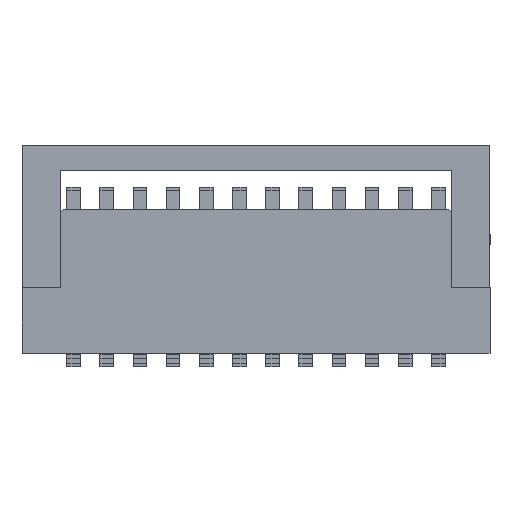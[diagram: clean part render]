
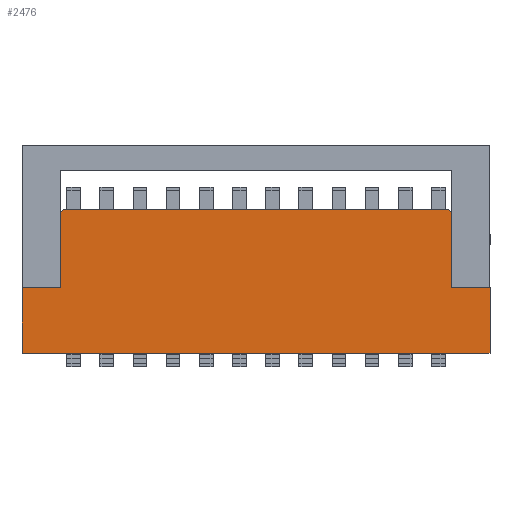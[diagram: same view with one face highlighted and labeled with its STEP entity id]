
A CAD part, front view. The second image highlights one B-rep face of the part: STEP entity #2476.
In plain terms, the highlighted planar face has unit normal (0, -1, 0).
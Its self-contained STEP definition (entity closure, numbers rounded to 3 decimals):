
#2476 = ADVANCED_FACE( '', ( #4749 ), #4750, .T. );
#4749 = FACE_OUTER_BOUND( '', #7279, .T. );
#4750 = PLANE( '', #7280 );
#7279 = EDGE_LOOP( '', ( #12037, #12038, #12039, #12040, #12041, #12042, #12043, #12044, #12045, #12046 ) );
#7280 = AXIS2_PLACEMENT_3D( '', #12047, #12048, #12049 );
#12037 = ORIENTED_EDGE( '', *, *, #16773, .T. );
#12038 = ORIENTED_EDGE( '', *, *, #18057, .T. );
#12039 = ORIENTED_EDGE( '', *, *, #16555, .F. );
#12040 = ORIENTED_EDGE( '', *, *, #17219, .F. );
#12041 = ORIENTED_EDGE( '', *, *, #17967, .T. );
#12042 = ORIENTED_EDGE( '', *, *, #18192, .T. );
#12043 = ORIENTED_EDGE( '', *, *, #18193, .T. );
#12044 = ORIENTED_EDGE( '', *, *, #18194, .T. );
#12045 = ORIENTED_EDGE( '', *, *, #18103, .T. );
#12046 = ORIENTED_EDGE( '', *, *, #18195, .T. );
#12047 = CARTESIAN_POINT( '', ( 0., -6.75, 0. ) );
#12048 = DIRECTION( '', ( 0., -1., 0. ) );
#12049 = DIRECTION( '', ( 0., 0., -1. ) );
#16555 = EDGE_CURVE( '', #19579, #19580, #19581, .T. );
#16773 = EDGE_CURVE( '', #19974, #19972, #19975, .T. );
#17219 = EDGE_CURVE( '', #20737, #19579, #20738, .T. );
#17967 = EDGE_CURVE( '', #20737, #21929, #21930, .T. );
#18057 = EDGE_CURVE( '', #19972, #19580, #22070, .F. );
#18103 = EDGE_CURVE( '', #22139, #22137, #22140, .T. );
#18192 = EDGE_CURVE( '', #21929, #22264, #22265, .T. );
#18193 = EDGE_CURVE( '', #22264, #22266, #22267, .T. );
#18194 = EDGE_CURVE( '', #22266, #22139, #22268, .T. );
#18195 = EDGE_CURVE( '', #22137, #19974, #22269, .T. );
#19579 = VERTEX_POINT( '', #23992 );
#19580 = VERTEX_POINT( '', #23993 );
#19581 = LINE( '', #23994, #23995 );
#19972 = VERTEX_POINT( '', #24555 );
#19974 = VERTEX_POINT( '', #24558 );
#19975 = LINE( '', #24559, #24560 );
#20737 = VERTEX_POINT( '', #25821 );
#20738 = LINE( '', #25822, #25823 );
#21929 = VERTEX_POINT( '', #27663 );
#21930 = LINE( '', #27664, #27665 );
#22070 = LINE( '', #27892, #27893 );
#22137 = VERTEX_POINT( '', #27993 );
#22139 = VERTEX_POINT( '', #27996 );
#22140 = LINE( '', #27997, #27998 );
#22264 = VERTEX_POINT( '', #28178 );
#22265 = LINE( '', #28179, #28180 );
#22266 = VERTEX_POINT( '', #28181 );
#22267 = LINE( '', #28182, #28183 );
#22268 = LINE( '', #28184, #28185 );
#22269 = LINE( '', #28186, #28187 );
#23992 = CARTESIAN_POINT( '', ( -5.85, -6.75, 1.95 ) );
#23993 = CARTESIAN_POINT( '', ( -5.85, -6.75, 4.2 ) );
#23994 = CARTESIAN_POINT( '', ( -5.85, -6.75, 1.95 ) );
#23995 = VECTOR( '', #30443, 1000. );
#24555 = CARTESIAN_POINT( '', ( -5.75, -6.75, 4.3 ) );
#24558 = CARTESIAN_POINT( '', ( 5.75, -6.75, 4.3 ) );
#24559 = CARTESIAN_POINT( '', ( 6.985, -6.75, 4.3 ) );
#24560 = VECTOR( '', #30666, 1000. );
#25821 = CARTESIAN_POINT( '', ( -6.985, -6.75, 1.95 ) );
#25822 = CARTESIAN_POINT( '', ( -6.985, -6.75, 1.95 ) );
#25823 = VECTOR( '', #31108, 1000. );
#27663 = CARTESIAN_POINT( '', ( -6.985, -6.75, 0. ) );
#27664 = CARTESIAN_POINT( '', ( -6.985, -6.75, 4.3 ) );
#27665 = VECTOR( '', #31861, 1000. );
#27892 = CARTESIAN_POINT( '', ( -5.025, -6.75, 5.025 ) );
#27893 = VECTOR( '', #31942, 1000. );
#27993 = CARTESIAN_POINT( '', ( 5.85, -6.75, 4.2 ) );
#27996 = CARTESIAN_POINT( '', ( 5.85, -6.75, 1.95 ) );
#27997 = CARTESIAN_POINT( '', ( 5.85, -6.75, 1.95 ) );
#27998 = VECTOR( '', #31972, 1000. );
#28178 = CARTESIAN_POINT( '', ( 6.985, -6.75, 0. ) );
#28179 = CARTESIAN_POINT( '', ( -6.985, -6.75, 0. ) );
#28180 = VECTOR( '', #32054, 1000. );
#28181 = CARTESIAN_POINT( '', ( 6.985, -6.75, 1.95 ) );
#28182 = CARTESIAN_POINT( '', ( 6.985, -6.75, 0. ) );
#28183 = VECTOR( '', #32055, 1000. );
#28184 = CARTESIAN_POINT( '', ( 6.985, -6.75, 1.95 ) );
#28185 = VECTOR( '', #32056, 1000. );
#28186 = CARTESIAN_POINT( '', ( 5.025, -6.75, 5.025 ) );
#28187 = VECTOR( '', #32057, 1000. );
#30443 = DIRECTION( '', ( 0., 0., 1. ) );
#30666 = DIRECTION( '', ( -1., 0., 0. ) );
#31108 = DIRECTION( '', ( 1., 0., 0. ) );
#31861 = DIRECTION( '', ( 0., 0., -1. ) );
#31942 = DIRECTION( '', ( 0.707, 0., 0.707 ) );
#31972 = DIRECTION( '', ( 0., 0., 1. ) );
#32054 = DIRECTION( '', ( 1., 0., 0. ) );
#32055 = DIRECTION( '', ( 0., 0., 1. ) );
#32056 = DIRECTION( '', ( -1., 0., 0. ) );
#32057 = DIRECTION( '', ( -0.707, 0., 0.707 ) );
